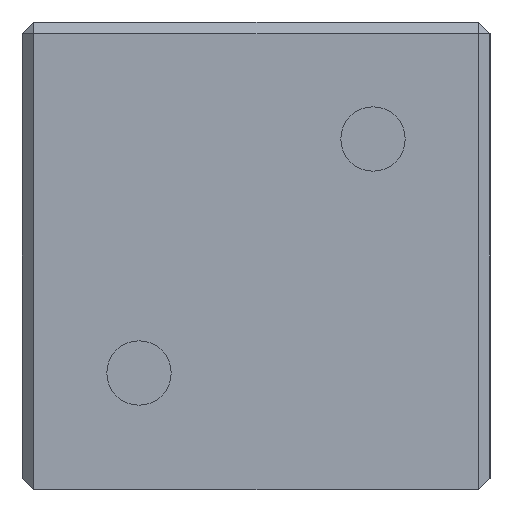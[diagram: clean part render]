
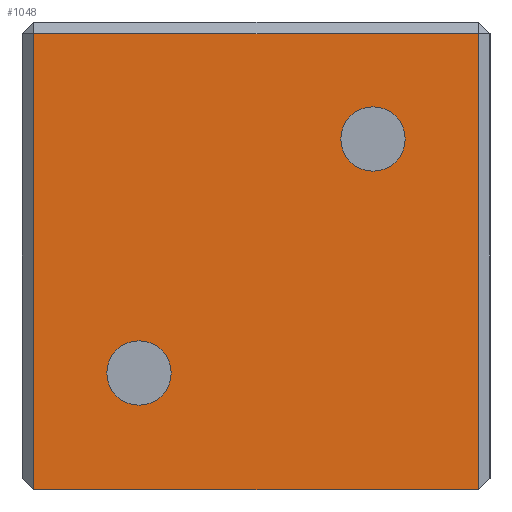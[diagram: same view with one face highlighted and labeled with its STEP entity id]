
A CAD part, left-side view. The second image highlights one B-rep face of the part: STEP entity #1048.
In plain terms, the highlighted planar face has unit normal (-1, 0, 0).
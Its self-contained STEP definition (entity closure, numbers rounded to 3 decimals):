
#19=FACE_BOUND('',#144,.T.);
#20=FACE_BOUND('',#145,.T.);
#24=CIRCLE('',#1128,2.75);
#25=CIRCLE('',#1129,2.75);
#78=FACE_OUTER_BOUND('',#143,.T.);
#143=EDGE_LOOP('',(#820,#821,#822,#823));
#144=EDGE_LOOP('',(#824));
#145=EDGE_LOOP('',(#825));
#216=LINE('',#1548,#348);
#220=LINE('',#1554,#352);
#278=LINE('',#1665,#410);
#286=LINE('',#1677,#418);
#348=VECTOR('',#1238,10.);
#352=VECTOR('',#1244,10.);
#410=VECTOR('',#1350,10.);
#418=VECTOR('',#1366,10.);
#469=VERTEX_POINT('',#1536);
#472=VERTEX_POINT('',#1543);
#473=VERTEX_POINT('',#1547);
#503=VERTEX_POINT('',#1664);
#504=VERTEX_POINT('',#1678);
#505=VERTEX_POINT('',#1680);
#561=EDGE_CURVE('',#473,#472,#216,.T.);
#565=EDGE_CURVE('',#472,#469,#220,.T.);
#623=EDGE_CURVE('',#469,#503,#278,.T.);
#631=EDGE_CURVE('',#503,#473,#286,.T.);
#632=EDGE_CURVE('',#504,#504,#24,.T.);
#633=EDGE_CURVE('',#505,#505,#25,.T.);
#820=ORIENTED_EDGE('',*,*,#623,.F.);
#821=ORIENTED_EDGE('',*,*,#565,.F.);
#822=ORIENTED_EDGE('',*,*,#561,.F.);
#823=ORIENTED_EDGE('',*,*,#631,.F.);
#824=ORIENTED_EDGE('',*,*,#632,.F.);
#825=ORIENTED_EDGE('',*,*,#633,.F.);
#987=PLANE('',#1127);
#1048=ADVANCED_FACE('',(#78,#19,#20),#987,.F.);
#1127=AXIS2_PLACEMENT_3D('',#1676,#1364,#1365);
#1128=AXIS2_PLACEMENT_3D('',#1679,#1367,#1368);
#1129=AXIS2_PLACEMENT_3D('',#1681,#1369,#1370);
#1238=DIRECTION('',(0.,0.,1.));
#1244=DIRECTION('',(0.,-1.,0.));
#1350=DIRECTION('',(0.,0.,-1.));
#1364=DIRECTION('center_axis',(1.,0.,0.));
#1365=DIRECTION('ref_axis',(0.,1.,0.));
#1366=DIRECTION('',(0.,1.,0.));
#1367=DIRECTION('center_axis',(-1.,0.,0.));
#1368=DIRECTION('ref_axis',(0.,1.,0.));
#1369=DIRECTION('center_axis',(-1.,0.,0.));
#1370=DIRECTION('ref_axis',(0.,1.,0.));
#1536=CARTESIAN_POINT('',(0.,-19.,19.));
#1543=CARTESIAN_POINT('',(0.,19.,19.));
#1547=CARTESIAN_POINT('',(0.,19.,-20.));
#1548=CARTESIAN_POINT('',(0.,19.,-10.));
#1554=CARTESIAN_POINT('',(0.,10.,19.));
#1664=CARTESIAN_POINT('',(0.,-19.,-20.));
#1665=CARTESIAN_POINT('',(0.,-19.,10.));
#1676=CARTESIAN_POINT('Origin',(0.,0.,0.));
#1677=CARTESIAN_POINT('',(0.,-20.,-20.));
#1678=CARTESIAN_POINT('',(0.,7.25,-10.));
#1679=CARTESIAN_POINT('Origin',(0.,10.,-10.));
#1680=CARTESIAN_POINT('',(0.,-12.75,10.));
#1681=CARTESIAN_POINT('Origin',(0.,-10.,10.));
